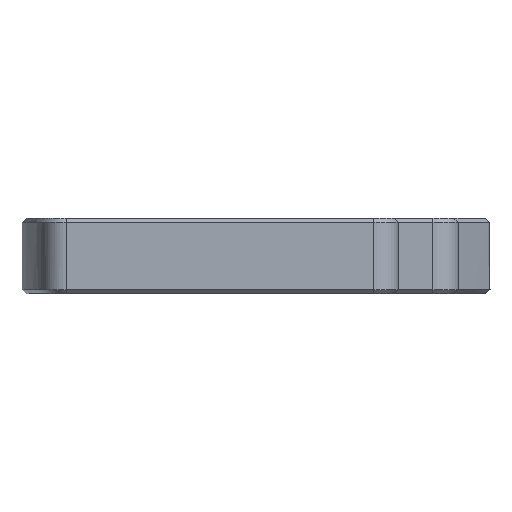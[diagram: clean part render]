
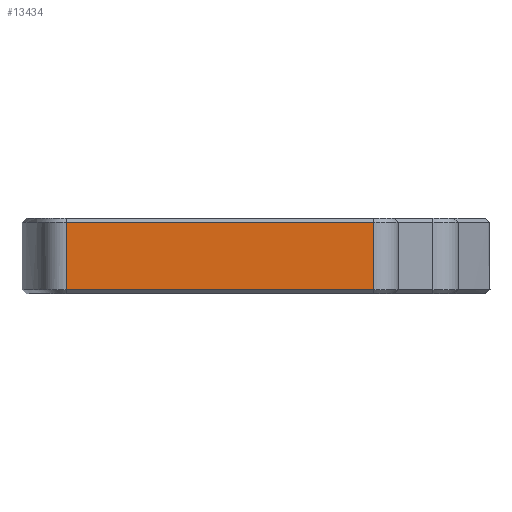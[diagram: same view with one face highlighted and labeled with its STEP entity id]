
A CAD part, left-side view. The second image highlights one B-rep face of the part: STEP entity #13434.
In plain terms, the highlighted planar face has unit normal (-1, 0, 0).
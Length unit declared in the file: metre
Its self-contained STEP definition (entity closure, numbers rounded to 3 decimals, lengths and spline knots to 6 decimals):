
#3817=ORIENTED_EDGE('',*,*,#6719,.F.);
#3818=ORIENTED_EDGE('',*,*,#6721,.F.);
#3819=ORIENTED_EDGE('',*,*,#6722,.T.);
#3820=ORIENTED_EDGE('',*,*,#6723,.F.);
#6719=EDGE_CURVE('',#8363,#8364,#9377,.T.);
#6721=EDGE_CURVE('',#8365,#8363,#9378,.T.);
#6722=EDGE_CURVE('',#8365,#8366,#9379,.T.);
#6723=EDGE_CURVE('',#8364,#8366,#9380,.T.);
#8363=VERTEX_POINT('',#25233);
#8364=VERTEX_POINT('',#25235);
#8365=VERTEX_POINT('',#25255);
#8366=VERTEX_POINT('',#25257);
#9377=LINE('',#25234,#10505);
#9378=LINE('',#25254,#10506);
#9379=LINE('',#25256,#10507);
#9380=LINE('',#25258,#10508);
#10505=VECTOR('',#17005,1.);
#10506=VECTOR('',#17008,1.);
#10507=VECTOR('',#17009,1.);
#10508=VECTOR('',#17010,1.);
#11443=EDGE_LOOP('',(#3817,#3818,#3819,#3820));
#12367=FACE_BOUND('',#11443,.T.);
#12894=PLANE('',#14527);
#13434=ADVANCED_FACE('',(#12367),#12894,.T.);
#14527=AXIS2_PLACEMENT_3D('',#25253,#17006,#17007);
#17005=DIRECTION('',(0.,0.,1.));
#17006=DIRECTION('',(-1.,0.,0.));
#17007=DIRECTION('',(0.,0.,-1.));
#17008=DIRECTION('',(0.,1.,0.));
#17009=DIRECTION('',(0.,0.,1.));
#17010=DIRECTION('',(0.,-1.,0.));
#25233=CARTESIAN_POINT('',(-0.22816,-0.052703,-0.009));
#25234=CARTESIAN_POINT('',(-0.22816,-0.052705,-0.01));
#25235=CARTESIAN_POINT('',(-0.22816,-0.052705,0.0076));
#25253=CARTESIAN_POINT('',(-0.22816,-0.090692,-0.01));
#25254=CARTESIAN_POINT('',(-0.22816,-0.090692,-0.009));
#25255=CARTESIAN_POINT('',(-0.22816,-0.128679,-0.009));
#25256=CARTESIAN_POINT('',(-0.22816,-0.128679,-0.01));
#25257=CARTESIAN_POINT('',(-0.22816,-0.128679,0.0076));
#25258=CARTESIAN_POINT('',(-0.22816,-0.090692,0.0076));
